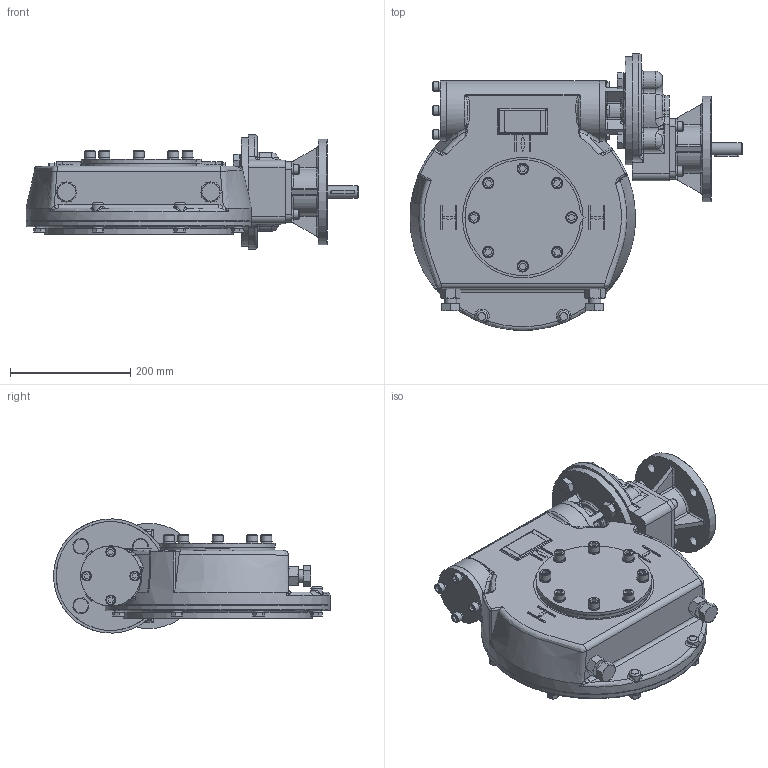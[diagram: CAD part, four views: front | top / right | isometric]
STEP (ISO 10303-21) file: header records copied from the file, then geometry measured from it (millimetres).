
FILE_DESCRIPTION(/* description */ ('Unknown'),/* implementation_level */ '2;1');
FILE_NAME(/* name */ 'PUB-IW63FBIRS-F14-F16',/* time_stamp */ '2016-07-08T13:37:42+01:00',/* author */ ('Unknown'),/* organization */ ('Unknown'),/* preprocessor_version */ 'ST-DEVELOPER v16',/* originating_system */ 'DEX',/* authorisation */ $);
FILE_SCHEMA (('AP203_CONFIGURATION_CONTROLLED_3D_DESIGN_OF_MECHANICAL_PARTS_AND_ASSEMBLIES_MIM_LF { 1 0 10303 203 3 1 4 }','AUTOMOTIVE_DESIGN {1 0 10303 214 3 1 1}'));
Products named in the file (1): PUB-IW63FBIRS-F14-F16
Bounding box: 551.83 x 459.59 x 189.82 mm (x, y, z)
Surface area: 753950.3 mm2 (no closed solid volume)
Topology: 0 solids, 87 shells, 1168 faces, 3463 edges, 2353 vertices
Faces by surface type: plane 548, cylinder 246, cone 163, bspline 94, torus 65, sphere 52
Full cylindrical faces by diameter (mm): 11 x8, 16 x8, 16.299 x7, 16.5 x4, 16.6 x16, 18 x8, 19 x10, 20 x3, 21 x4, 30 x1, 100 x3, 130 x1, 175 x1, 180.9 x1, 190 x1, 200.25 x1
Entity records: 57401 total; most frequent: CARTESIAN_POINT 26091, ORIENTED_EDGE 5480, DIRECTION 5431, EDGE_CURVE 3242, VERTEX_POINT 2313, AXIS2_PLACEMENT_3D 2012, FACE_BOUND 1504, EDGE_LOOP 1500
